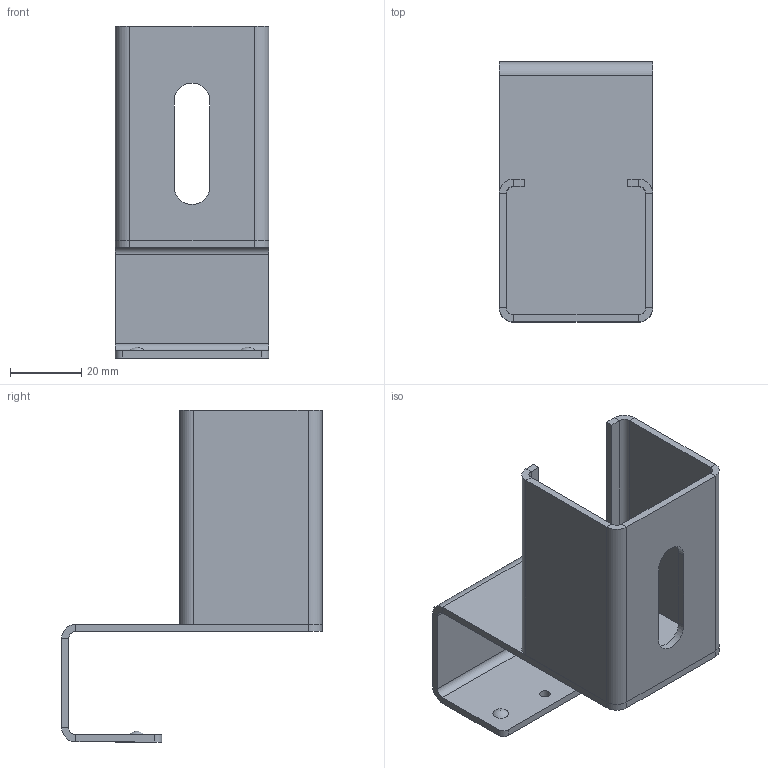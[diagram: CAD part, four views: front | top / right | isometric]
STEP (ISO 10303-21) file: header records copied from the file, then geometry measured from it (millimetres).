
FILE_DESCRIPTION((''),'2;1');
FILE_NAME('86205- poprawione.stp','2020-07-01T12:50:54',('trakoczy'),(''),'Autodesk Inventor 2013','Autodesk Inventor 2013','');
FILE_SCHEMA(('AUTOMOTIVE_DESIGN { 1 0 10303 214 1 1 1 1 }'));
Length unit declared in the file: millimetre
Products named in the file (3): 86205; 86205 I; 86205 II
Assembly tree (2 placements, depth 2):
  86205
    86205 I
    86205 II
Bounding box: 43 x 73 x 93 mm (x, y, z)
Volume: 25142.8 mm3; surface area: 26752.6 mm2
Topology: 2 solids, 2 shells, 75 faces, 164 edges, 95 vertices
Faces by surface type: plane 52, cylinder 19, bspline 2, sphere 2
Full cylindrical faces by diameter (mm): 3 x1
Entity records: 2044 total; most frequent: CARTESIAN_POINT 372, DIRECTION 352, ORIENTED_EDGE 304, EDGE_CURVE 152, AXIS2_PLACEMENT_3D 122, VECTOR 108, LINE 108, VERTEX_POINT 88
